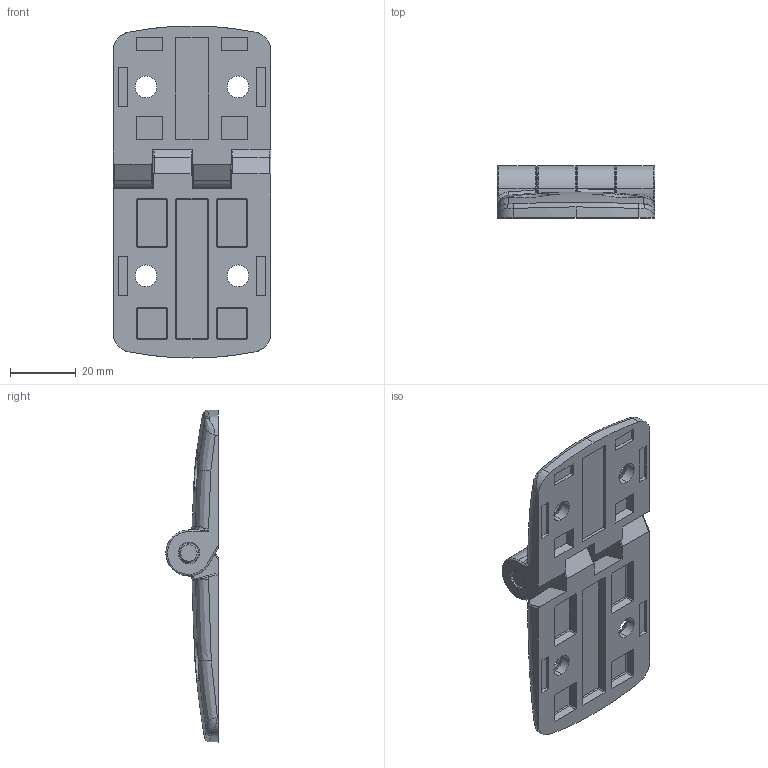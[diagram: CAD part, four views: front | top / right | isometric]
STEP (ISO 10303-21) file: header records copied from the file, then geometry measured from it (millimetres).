
FILE_DESCRIPTION (( 'STEP AP214' ), '1' );
FILE_NAME ('6221726', '2019-01-28T17:00:32', ( '' ), ('JUGARD+KÜNSTNER GmbH'), 'SwSTEP 2.0', 'SolidWorks 2017', '' );
FILE_SCHEMA (( 'AUTOMOTIVE_DESIGN' ));
Length unit declared in the file: millimetre
Products named in the file (4): Part1; 6221726; Part3; Part2
Assembly tree (3 placements, depth 2):
  6221726
    Part1
    Part3
    Part2
Bounding box: 48 x 15.9 x 101 mm (x, y, z)
Volume: 28844.4 mm3; surface area: 15961.4 mm2
Topology: 3 solids, 3 shells, 287 faces, 736 edges, 460 vertices
Faces by surface type: plane 137, bspline 74, cylinder 64, cone 12
Entity records: 15025 total; most frequent: CARTESIAN_POINT 5335, ORIENTED_EDGE 1460, DIRECTION 1134, EDGE_CURVE 730, VERTEX_POINT 460, VECTOR 416, LINE 416, AXIS2_PLACEMENT_3D 359
